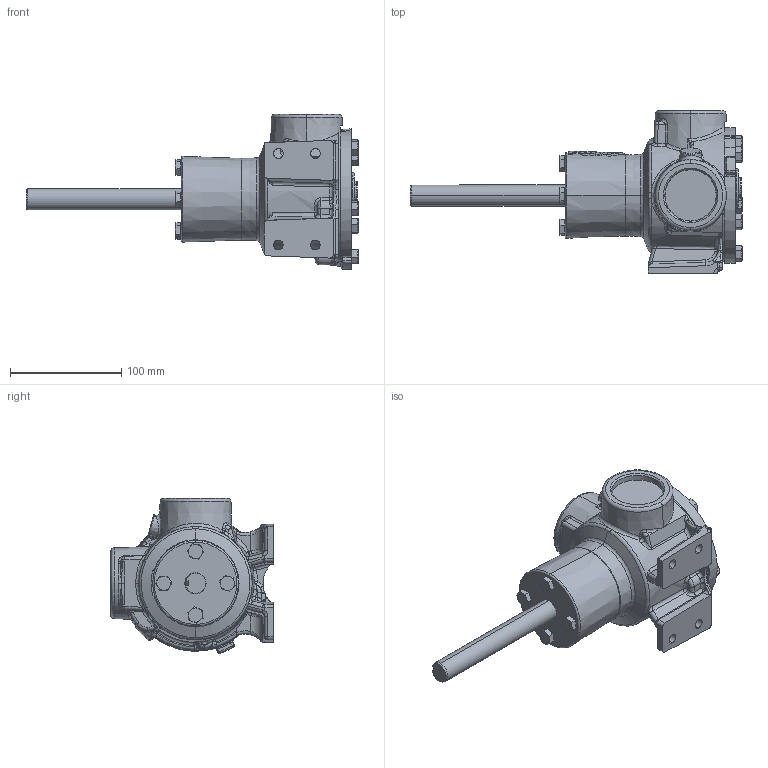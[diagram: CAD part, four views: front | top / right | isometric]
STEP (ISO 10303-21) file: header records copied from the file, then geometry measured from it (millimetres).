
FILE_DESCRIPTION (( 'STEP AP214' ), '1' );
FILE_NAME ('HL432.STEP', '2016-12-20T20:06:54', ( '' ), ( '' ), 'SwSTEP 2.0', 'SolidWorks 2016', '' );
FILE_SCHEMA (( 'AUTOMOTIVE_DESIGN' ));
Length unit declared in the file: inch
Products named in the file (2): HL432
Bounding box: 298.4 x 146.05 x 139.39 mm (x, y, z)
Volume: 1309612.6 mm3; surface area: 104677.8 mm2
Topology: 1 solids, 1 shells, 798 faces, 1936 edges, 1175 vertices
Faces by surface type: plane 285, bspline 216, cone 120, cylinder 87, torus 60, sphere 30
Entity records: 44853 total; most frequent: CARTESIAN_POINT 22733, ORIENTED_EDGE 3852, DIRECTION 2795, EDGE_CURVE 1926, VERTEX_POINT 1175, AXIS2_PLACEMENT_3D 1116, EDGE_LOOP 851, ADVANCED_FACE 798
